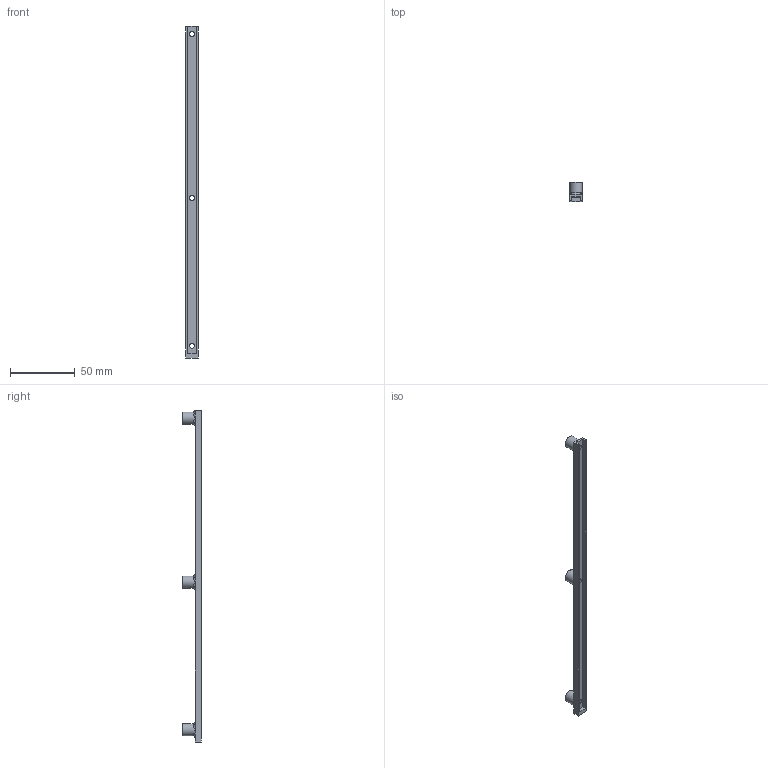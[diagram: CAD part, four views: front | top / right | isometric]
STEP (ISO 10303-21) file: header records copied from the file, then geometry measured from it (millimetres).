
FILE_DESCRIPTION(/* description */ (''),/* implementation_level */ '2;1');
FILE_NAME(/* name */ 'hs_rambar_jig.stp',/* time_stamp */ '2024-02-16T18:44:43-05:00',/* author */ ('Averey Ku'),/* organization */ (''),/* preprocessor_version */ 'ST-DEVELOPER v19.2',/* originating_system */ 'Autodesk Inventor 2024',/* authorisation */ '');
FILE_SCHEMA (('AUTOMOTIVE_DESIGN { 1 0 10303 214 3 1 1 }'));
Length unit declared in the file: inch
Products named in the file (1): hs_rambar_jig
Bounding box: 9.53 x 14.29 x 257.18 mm (x, y, z)
Volume: 8204.6 mm3; surface area: 10206.9 mm2
Topology: 1 solids, 1 shells, 41 faces, 107 edges, 56 vertices
Faces by surface type: plane 17, bspline 12, torus 6, cylinder 6
Full cylindrical faces by diameter (mm): 3.969 x1, 3.971 x2, 9.525 x3
Entity records: 1768 total; most frequent: CARTESIAN_POINT 817, ORIENTED_EDGE 190, DIRECTION 177, EDGE_CURVE 95, AXIS2_PLACEMENT_3D 64, VERTEX_POINT 56, LINE 49, VECTOR 49
